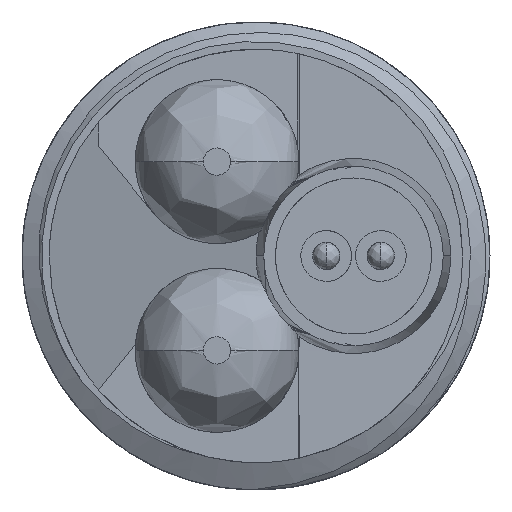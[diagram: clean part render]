
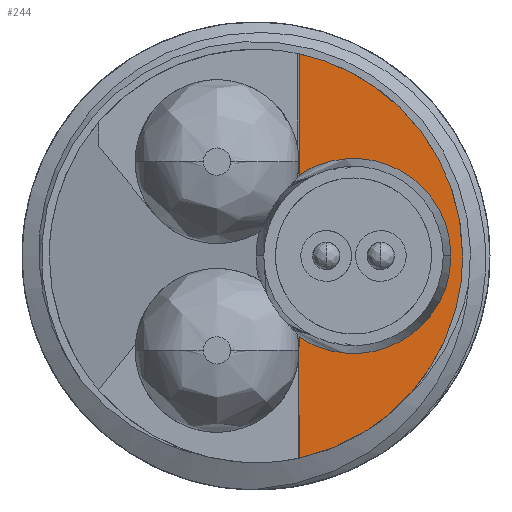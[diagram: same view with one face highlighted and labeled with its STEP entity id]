
A CAD part, front view. The second image highlights one B-rep face of the part: STEP entity #244.
In plain terms, the highlighted free-form (B-spline) face has degree [1, 1] with [2, 2] control points.
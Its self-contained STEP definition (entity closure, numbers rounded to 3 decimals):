
#35=CARTESIAN_POINT('',(1.108,-1.77,-2.077));
#36=VERTEX_POINT('',#35);
#77=CARTESIAN_POINT('',(1.108,-1.77,2.077));
#78=VERTEX_POINT('',#77);
#175=CARTESIAN_POINT('',(5.,-1.77,0.));
#176=VERTEX_POINT('',#175);
#182=CARTESIAN_POINT('',(5.,-1.77,0.));
#183=CARTESIAN_POINT('',(5.,-1.77,1.5));
#184=CARTESIAN_POINT('',(3.677,-1.77,2.206));
#185=CARTESIAN_POINT('',(2.354,-1.77,2.912));
#186=CARTESIAN_POINT('',(1.108,-1.77,2.077));
#187=(BOUNDED_CURVE()B_SPLINE_CURVE(2,(#182,#183,#184,#185,#186),.CIRCULAR_ARC.,.F.,.U.)B_SPLINE_CURVE_WITH_KNOTS((3,2,3),(0.,0.5,1.),.UNSPECIFIED.)CURVE()GEOMETRIC_REPRESENTATION_ITEM()RATIONAL_B_SPLINE_CURVE((1.,0.858,1.,0.858,1.))REPRESENTATION_ITEM(''));
#188=EDGE_CURVE('',#176,#78,#187,.T.);
#193=CARTESIAN_POINT('',(-14.385,-1.77,-14.385));
#194=CARTESIAN_POINT('',(-14.385,-1.77,14.385));
#195=CARTESIAN_POINT('',(14.385,-1.77,-14.385));
#196=CARTESIAN_POINT('',(14.385,-1.77,14.385));
#197=B_SPLINE_SURFACE_WITH_KNOTS('',1,1,((#193,#194),(#195,#196)),.PLANE_SURF.,.F.,.F.,.U.,(2,2),(2,2),(0.,1.),(0.,1.),.UNSPECIFIED.);
#198=CARTESIAN_POINT('',(5.,-1.77,0.));
#199=CARTESIAN_POINT('',(5.,-1.77,-1.5));
#200=CARTESIAN_POINT('',(3.677,-1.77,-2.206));
#201=CARTESIAN_POINT('',(2.354,-1.77,-2.912));
#202=CARTESIAN_POINT('',(1.108,-1.77,-2.077));
#203=(BOUNDED_CURVE()B_SPLINE_CURVE(2,(#198,#199,#200,#201,#202),.CIRCULAR_ARC.,.F.,.U.)B_SPLINE_CURVE_WITH_KNOTS((3,2,3),(0.,0.5,1.),.UNSPECIFIED.)CURVE()GEOMETRIC_REPRESENTATION_ITEM()RATIONAL_B_SPLINE_CURVE((1.,0.858,1.,0.858,1.))REPRESENTATION_ITEM(''));
#204=EDGE_CURVE('',#176,#36,#203,.T.);
#205=ORIENTED_EDGE('',*,*,#204,.T.);
#206=CARTESIAN_POINT('',(1.1,-1.768,-2.42));
#207=VERTEX_POINT('',#206);
#208=CARTESIAN_POINT('',(1.108,-1.77,-2.421));
#209=CARTESIAN_POINT('',(1.108,-1.77,-2.077));
#210=B_SPLINE_CURVE_WITH_KNOTS('',1,(#208,#209),.POLYLINE_FORM.,.F.,.U.,(2,2),(0.889,1.),.UNSPECIFIED.);
#211=EDGE_CURVE('',#207,#36,#210,.T.);
#212=ORIENTED_EDGE('',*,*,#211,.F.);
#213=CARTESIAN_POINT('',(1.104,-1.769,-5.184));
#214=VERTEX_POINT('',#213);
#215=CARTESIAN_POINT('',(1.108,-1.77,-5.183));
#216=CARTESIAN_POINT('',(1.108,-1.77,-2.421));
#217=B_SPLINE_CURVE_WITH_KNOTS('',1,(#215,#216),.POLYLINE_FORM.,.F.,.U.,(2,2),(0.,0.889),.UNSPECIFIED.);
#218=EDGE_CURVE('',#214,#207,#217,.T.);
#219=ORIENTED_EDGE('',*,*,#218,.F.);
#220=CARTESIAN_POINT('',(5.3,-1.77,0.));
#221=VERTEX_POINT('',#220);
#222=CARTESIAN_POINT('',(1.108,-1.77,-5.183));
#223=CARTESIAN_POINT('',(5.3,-1.77,-4.286));
#224=CARTESIAN_POINT('',(5.3,-1.77,0.));
#225=(BOUNDED_CURVE()B_SPLINE_CURVE(2,(#222,#223,#224),.CIRCULAR_ARC.,.F.,.U.)B_SPLINE_CURVE_WITH_KNOTS((3,3),(0.,1.),.UNSPECIFIED.)CURVE()GEOMETRIC_REPRESENTATION_ITEM()RATIONAL_B_SPLINE_CURVE((1.,0.778,1.))REPRESENTATION_ITEM(''));
#226=EDGE_CURVE('',#214,#221,#225,.T.);
#227=ORIENTED_EDGE('',*,*,#226,.T.);
#228=CARTESIAN_POINT('',(1.108,-1.77,5.183));
#229=VERTEX_POINT('',#228);
#230=CARTESIAN_POINT('',(5.3,-1.77,0.));
#231=CARTESIAN_POINT('',(5.3,-1.77,4.286));
#232=CARTESIAN_POINT('',(1.108,-1.77,5.183));
#233=(BOUNDED_CURVE()B_SPLINE_CURVE(2,(#230,#231,#232),.CIRCULAR_ARC.,.F.,.U.)B_SPLINE_CURVE_WITH_KNOTS((3,3),(0.,1.),.UNSPECIFIED.)CURVE()GEOMETRIC_REPRESENTATION_ITEM()RATIONAL_B_SPLINE_CURVE((1.,0.778,1.))REPRESENTATION_ITEM(''));
#234=EDGE_CURVE('',#221,#229,#233,.T.);
#235=ORIENTED_EDGE('',*,*,#234,.T.);
#236=CARTESIAN_POINT('',(1.108,-1.77,2.077));
#237=CARTESIAN_POINT('',(1.108,-1.77,5.183));
#238=B_SPLINE_CURVE_WITH_KNOTS('',1,(#236,#237),.POLYLINE_FORM.,.F.,.U.,(2,2),(0.,1.),.UNSPECIFIED.);
#239=EDGE_CURVE('',#78,#229,#238,.T.);
#240=ORIENTED_EDGE('',*,*,#239,.F.);
#241=ORIENTED_EDGE('',*,*,#188,.F.);
#242=EDGE_LOOP('',(#205,#212,#219,#227,#235,#240,#241));
#243=FACE_OUTER_BOUND('',#242,.T.);
#244=ADVANCED_FACE('',(#243),#197,.T.);
